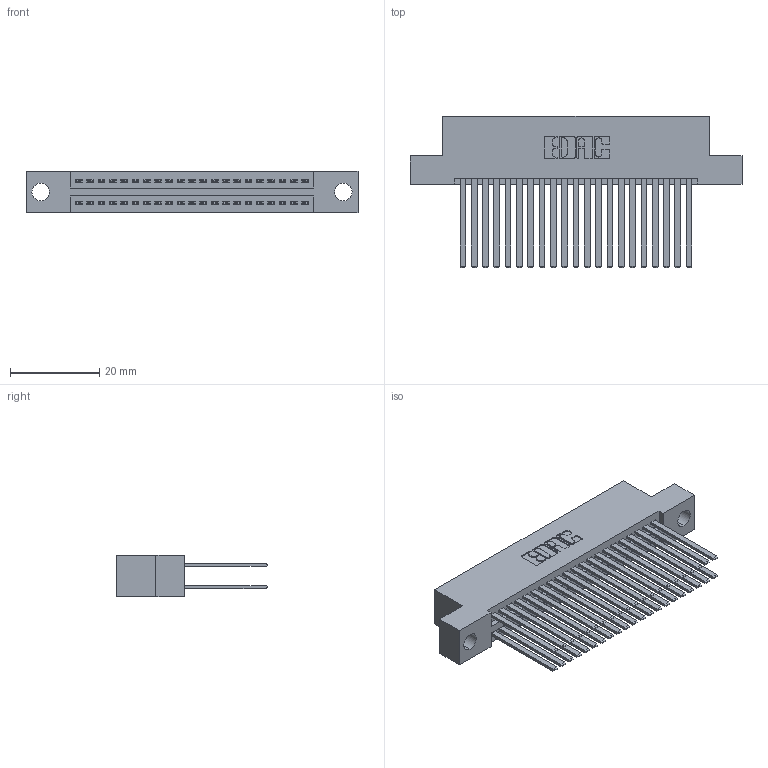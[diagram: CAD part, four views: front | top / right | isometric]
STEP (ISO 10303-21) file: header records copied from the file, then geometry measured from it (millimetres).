
FILE_DESCRIPTION (( 'STEP AP203' ), '1' );
FILE_NAME ('395-042-544-204.STEP', '2021-06-16T22:19:23', ( '' ), ( '' ), 'SwSTEP 2.0', 'SolidWorks 2020', '' );
FILE_SCHEMA (( 'CONFIG_CONTROL_DESIGN' ));
Length unit declared in the file: inch
Products named in the file (3): 395-042-544-204; 345 Part_Flush Mounting Lugs - 0.156 Dia-TI; 345-292-001_345-293-144
Assembly tree (43 placements, depth 2):
  395-042-544-204
    345 Part_Flush Mounting Lugs - 0.156 Dia-TI
    345-292-001_345-293-144  x42
Bounding box: 74.55 x 33.96 x 9.4 mm (x, y, z)
Volume: 7529.6 mm3; surface area: 12300.6 mm2
Topology: 43 solids, 43 shells, 1988 faces, 5879 edges, 3862 vertices
Faces by surface type: plane 1312, cylinder 676
Entity records: 19539 total; most frequent: CARTESIAN_POINT 3298, ORIENTED_EDGE 3230, DIRECTION 2931, EDGE_CURVE 1615, VECTOR 1403, LINE 1403, VERTEX_POINT 1074, AXIS2_PLACEMENT_3D 764
